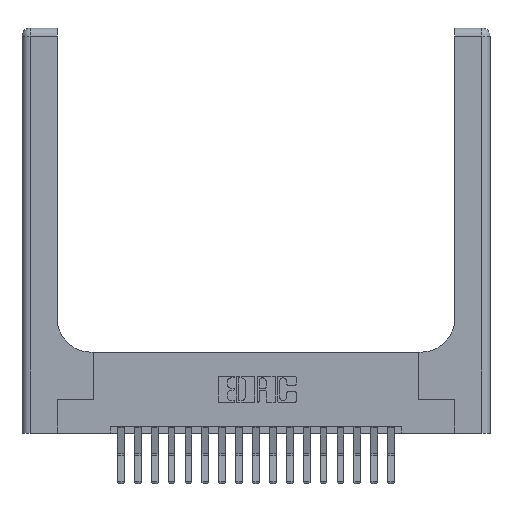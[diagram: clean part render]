
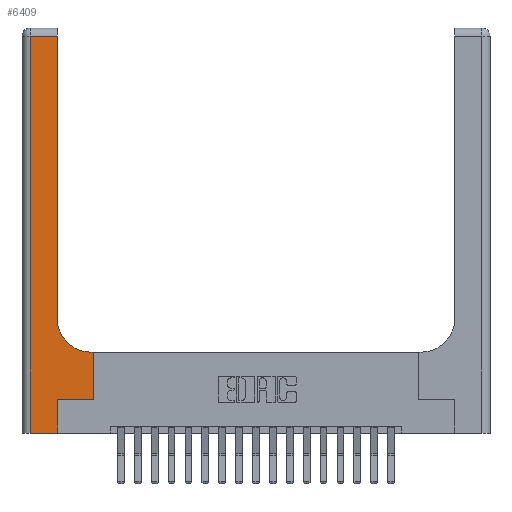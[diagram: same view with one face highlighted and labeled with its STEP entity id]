
A CAD part, top view. The second image highlights one B-rep face of the part: STEP entity #6409.
In plain terms, the highlighted planar face has unit normal (0, 0, 1).
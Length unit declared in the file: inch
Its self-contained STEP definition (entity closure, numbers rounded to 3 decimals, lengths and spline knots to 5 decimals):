
#104 = CARTESIAN_POINT ( 'NONE',  ( 0.265, 0., 0.37 ) ) ;
#156 = EDGE_CURVE ( 'NONE', #8871, #6375, #9367, .T. ) ;
#594 = VERTEX_POINT ( 'NONE', #7538 ) ;
#731 = EDGE_CURVE ( 'NONE', #6528, #8871, #19408, .T. ) ;
#1119 = DIRECTION ( 'NONE',  ( 0., 1., 0. ) ) ;
#1248 = CARTESIAN_POINT ( 'NONE',  ( 0.528, 0.25, 0.37 ) ) ;
#1277 = CARTESIAN_POINT ( 'NONE',  ( 0.265, 0.25, 0.37 ) ) ;
#1534 = EDGE_CURVE ( 'NONE', #19533, #4679, #2423, .T. ) ;
#1679 = EDGE_CURVE ( 'NONE', #8394, #19533, #2901, .T. ) ;
#1708 = CARTESIAN_POINT ( 'NONE',  ( 0.51, 0.6, 0.37 ) ) ;
#2037 = CARTESIAN_POINT ( 'NONE',  ( 0.06, 3., 0.37 ) ) ;
#2291 = ORIENTED_EDGE ( 'NONE', *, *, #156, .T. ) ;
#2423 = CIRCLE ( 'NONE', #5586, 0.25 ) ;
#2658 = EDGE_CURVE ( 'NONE', #6375, #8394, #13153, .T. ) ;
#2787 = EDGE_LOOP ( 'NONE', ( #16279, #11970, #18772, #9862, #11522, #2291, #5563, #7910, #8792 ) ) ;
#2901 = LINE ( 'NONE', #8126, #19138 ) ;
#3147 = DIRECTION ( 'NONE',  ( 0., 1., 0. ) ) ;
#3458 = FACE_OUTER_BOUND ( 'NONE', #2787, .T. ) ;
#3660 = EDGE_CURVE ( 'NONE', #4679, #10479, #8860, .T. ) ;
#4037 = VECTOR ( 'NONE', #4976, 39.37008 ) ;
#4679 = VERTEX_POINT ( 'NONE', #8520 ) ;
#4976 = DIRECTION ( 'NONE',  ( 0., -1., 0. ) ) ;
#5563 = ORIENTED_EDGE ( 'NONE', *, *, #2658, .T. ) ;
#5586 = AXIS2_PLACEMENT_3D ( 'NONE', #5686, #19527, #19588 ) ;
#5655 = DIRECTION ( 'NONE',  ( 1., 0., 0. ) ) ;
#5686 = CARTESIAN_POINT ( 'NONE',  ( 0.51, 0.85, 0.37 ) ) ;
#5863 = DIRECTION ( 'NONE',  ( 0., 0., -1. ) ) ;
#5996 = PLANE ( 'NONE',  #9974 ) ;
#6038 = DIRECTION ( 'NONE',  ( 0., 1., 0. ) ) ;
#6055 = EDGE_CURVE ( 'NONE', #10479, #594, #18985, .T. ) ;
#6323 = CARTESIAN_POINT ( 'NONE',  ( 0.265, 0., 0.37 ) ) ;
#6375 = VERTEX_POINT ( 'NONE', #15876 ) ;
#6409 = ADVANCED_FACE ( 'NONE', ( #3458 ), #5996, .F. ) ;
#6431 = CARTESIAN_POINT ( 'NONE',  ( 0.265, 0.25, 0.37 ) ) ;
#6528 = VERTEX_POINT ( 'NONE', #6323 ) ;
#7538 = CARTESIAN_POINT ( 'NONE',  ( 0.06, 2.94, 0.37 ) ) ;
#7805 = VECTOR ( 'NONE', #14162, 39.37008 ) ;
#7910 = ORIENTED_EDGE ( 'NONE', *, *, #1679, .T. ) ;
#8126 = CARTESIAN_POINT ( 'NONE',  ( 0.26, 0.6, 0.37 ) ) ;
#8394 = VERTEX_POINT ( 'NONE', #16287 ) ;
#8520 = CARTESIAN_POINT ( 'NONE',  ( 0.26, 0.85, 0.37 ) ) ;
#8792 = ORIENTED_EDGE ( 'NONE', *, *, #1534, .T. ) ;
#8860 = LINE ( 'NONE', #19729, #18850 ) ;
#8871 = VERTEX_POINT ( 'NONE', #6431 ) ;
#9328 = VECTOR ( 'NONE', #13973, 39.37008 ) ;
#9367 = LINE ( 'NONE', #1277, #18646 ) ;
#9862 = ORIENTED_EDGE ( 'NONE', *, *, #12725, .T. ) ;
#9916 = VERTEX_POINT ( 'NONE', #18480 ) ;
#9974 = AXIS2_PLACEMENT_3D ( 'NONE', #11865, #5863, #10509 ) ;
#10479 = VERTEX_POINT ( 'NONE', #17417 ) ;
#10509 = DIRECTION ( 'NONE',  ( -1., 0., 0. ) ) ;
#10935 = CARTESIAN_POINT ( 'NONE',  ( 0., 0., 0.37 ) ) ;
#11237 = CARTESIAN_POINT ( 'NONE',  ( 0., 2.94, 0.37 ) ) ;
#11522 = ORIENTED_EDGE ( 'NONE', *, *, #731, .T. ) ;
#11865 = CARTESIAN_POINT ( 'NONE',  ( 0., 3., 0.37 ) ) ;
#11970 = ORIENTED_EDGE ( 'NONE', *, *, #6055, .T. ) ;
#12625 = DIRECTION ( 'NONE',  ( -1., 0., 0. ) ) ;
#12725 = EDGE_CURVE ( 'NONE', #9916, #6528, #17405, .T. ) ;
#12941 = EDGE_CURVE ( 'NONE', #594, #9916, #16916, .T. ) ;
#13153 = LINE ( 'NONE', #1248, #16986 ) ;
#13973 = DIRECTION ( 'NONE',  ( 1., 0., 0. ) ) ;
#14162 = DIRECTION ( 'NONE',  ( -1., 0., 0. ) ) ;
#14639 = VECTOR ( 'NONE', #3147, 39.37008 ) ;
#15876 = CARTESIAN_POINT ( 'NONE',  ( 0.528, 0.25, 0.37 ) ) ;
#16279 = ORIENTED_EDGE ( 'NONE', *, *, #3660, .T. ) ;
#16287 = CARTESIAN_POINT ( 'NONE',  ( 0.528, 0.6, 0.37 ) ) ;
#16916 = LINE ( 'NONE', #2037, #4037 ) ;
#16986 = VECTOR ( 'NONE', #1119, 39.37008 ) ;
#17405 = LINE ( 'NONE', #10935, #9328 ) ;
#17417 = CARTESIAN_POINT ( 'NONE',  ( 0.26, 2.94, 0.37 ) ) ;
#18480 = CARTESIAN_POINT ( 'NONE',  ( 0.06, 0., 0.37 ) ) ;
#18646 = VECTOR ( 'NONE', #5655, 39.37008 ) ;
#18772 = ORIENTED_EDGE ( 'NONE', *, *, #12941, .T. ) ;
#18850 = VECTOR ( 'NONE', #6038, 39.37008 ) ;
#18985 = LINE ( 'NONE', #11237, #7805 ) ;
#19138 = VECTOR ( 'NONE', #12625, 39.37008 ) ;
#19408 = LINE ( 'NONE', #104, #14639 ) ;
#19527 = DIRECTION ( 'NONE',  ( 0., 0., -1. ) ) ;
#19533 = VERTEX_POINT ( 'NONE', #1708 ) ;
#19588 = DIRECTION ( 'NONE',  ( 1., 0., 0. ) ) ;
#19729 = CARTESIAN_POINT ( 'NONE',  ( 0.26, 3., 0.37 ) ) ;
